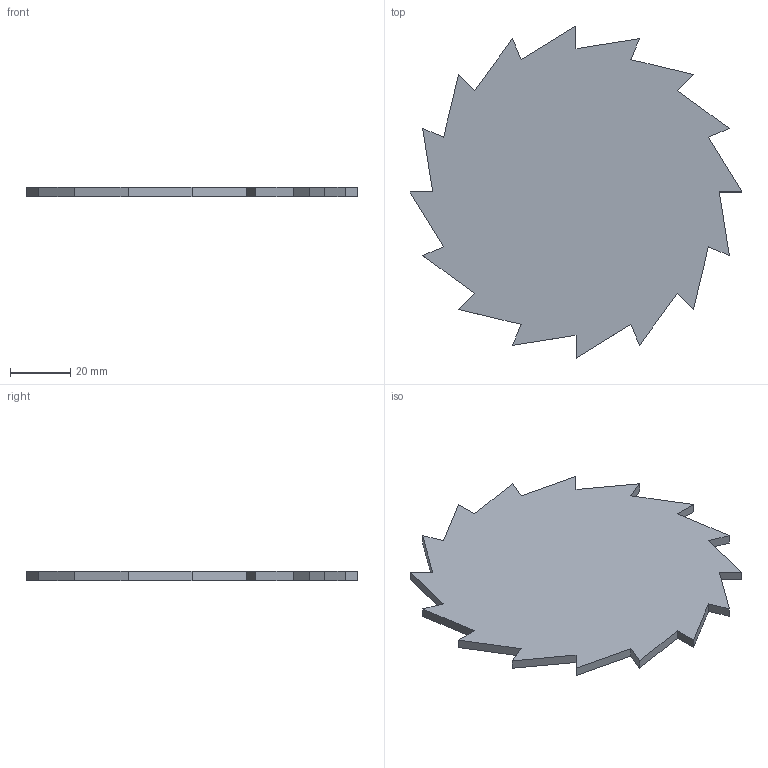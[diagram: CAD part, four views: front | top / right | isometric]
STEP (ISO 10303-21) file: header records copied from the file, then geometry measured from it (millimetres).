
FILE_DESCRIPTION (( 'STEP AP203' ), '1' );
FILE_NAME ('part_3_Arm_3_Default_sldprt.STEP', '2023-12-04T12:19:30', ( '' ), ( '' ), 'SwSTEP 2.0', 'SolidWorks 2021', '' );
FILE_SCHEMA (( 'CONFIG_CONTROL_DESIGN' ));
Length unit declared in the file: millimetre
Products named in the file (1): part_3_Arm_3_Default_sldprt
Bounding box: 110 x 110 x 3 mm (x, y, z)
Volume: 23955 mm3; surface area: 17410.3 mm2
Topology: 1 solids, 1 shells, 37 faces, 102 edges, 68 vertices
Faces by surface type: plane 35, cylinder 2
Entity records: 1237 total; most frequent: CARTESIAN_POINT 208, ORIENTED_EDGE 204, DIRECTION 182, EDGE_CURVE 102, VECTOR 98, LINE 98, VERTEX_POINT 68, AXIS2_PLACEMENT_3D 42
